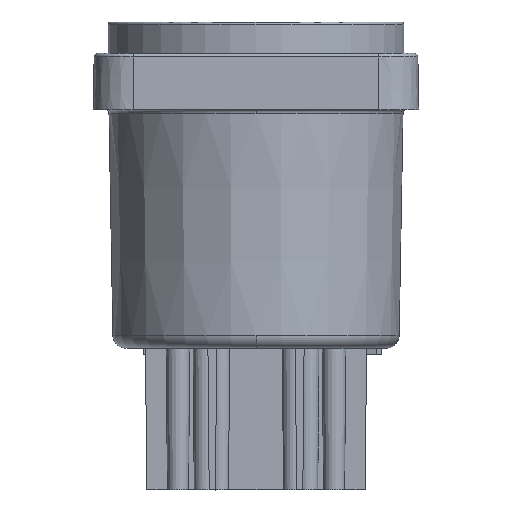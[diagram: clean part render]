
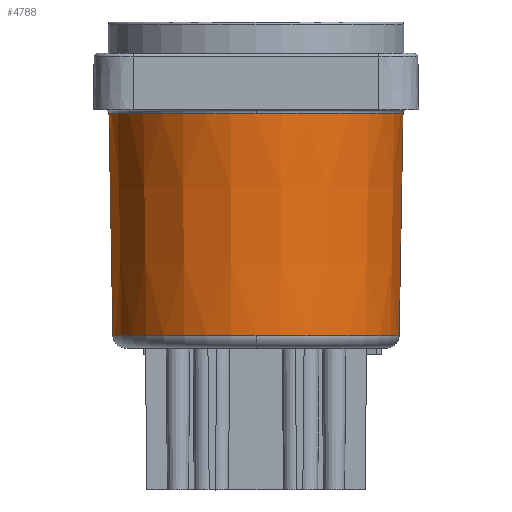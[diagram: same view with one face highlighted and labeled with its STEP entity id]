
A CAD part, front view. The second image highlights one B-rep face of the part: STEP entity #4788.
In plain terms, the highlighted conical face has half-angle 1 degrees and reference radius 11.654 mm.
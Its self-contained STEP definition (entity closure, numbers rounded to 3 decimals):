
#258 = EDGE_CURVE ( 'NONE', #9388, #1489, #6056, .T. ) ;
#280 = FACE_OUTER_BOUND ( 'NONE', #2667, .T. ) ;
#386 = DIRECTION ( 'NONE',  ( 0., -1., 0. ) ) ;
#1048 = ORIENTED_EDGE ( 'NONE', *, *, #8850, .T. ) ;
#1058 = AXIS2_PLACEMENT_3D ( 'NONE', #5090, #2787, #6827 ) ;
#1121 = DIRECTION ( 'NONE',  ( 0.017, 0., 1. ) ) ;
#1180 = DIRECTION ( 'NONE',  ( 0., 0., 1. ) ) ;
#1467 = CONICAL_SURFACE ( 'NONE', #8501, 11.654, 0.017 ) ;
#1489 = VERTEX_POINT ( 'NONE', #7329 ) ;
#1897 = DIRECTION ( 'NONE',  ( 0., 0., 1. ) ) ;
#2667 = EDGE_LOOP ( 'NONE', ( #6476, #4860, #2924, #1048, #6324, #4123 ) ) ;
#2787 = DIRECTION ( 'NONE',  ( 0., 0., 1. ) ) ;
#2924 = ORIENTED_EDGE ( 'NONE', *, *, #258, .T. ) ;
#2972 = DIRECTION ( 'NONE',  ( -0.017, 0., 1. ) ) ;
#3025 = DIRECTION ( 'NONE',  ( 0., 0., -1. ) ) ;
#3042 = EDGE_CURVE ( 'NONE', #7624, #9388, #5253, .T. ) ;
#3050 = CARTESIAN_POINT ( 'NONE',  ( 34.311, -30., -0.296 ) ) ;
#3268 = VECTOR ( 'NONE', #2972, 1000. ) ;
#3621 = CARTESIAN_POINT ( 'NONE',  ( 22.5, -30., -18.169 ) ) ;
#3653 = CIRCLE ( 'NONE', #9993, 11.811 ) ;
#3660 = AXIS2_PLACEMENT_3D ( 'NONE', #10477, #9549, #5484 ) ;
#4123 = ORIENTED_EDGE ( 'NONE', *, *, #7407, .T. ) ;
#4322 = VECTOR ( 'NONE', #1121, 1000. ) ;
#4386 = AXIS2_PLACEMENT_3D ( 'NONE', #3621, #1897, #9414 ) ;
#4414 = CARTESIAN_POINT ( 'NONE',  ( 10.689, -30., -0.296 ) ) ;
#4537 = EDGE_CURVE ( 'NONE', #8001, #8901, #3653, .T. ) ;
#4788 = ADVANCED_FACE ( 'NONE', ( #280 ), #1467, .T. ) ;
#4860 = ORIENTED_EDGE ( 'NONE', *, *, #3042, .T. ) ;
#5090 = CARTESIAN_POINT ( 'NONE',  ( 22.5, -30., -18.169 ) ) ;
#5253 = CIRCLE ( 'NONE', #4386, 11.499 ) ;
#5277 = EDGE_CURVE ( 'NONE', #7624, #9576, #6358, .T. ) ;
#5484 = DIRECTION ( 'NONE',  ( 0., -1., 0. ) ) ;
#5813 = CARTESIAN_POINT ( 'NONE',  ( 11.001, -30., -18.169 ) ) ;
#6056 = CIRCLE ( 'NONE', #1058, 11.499 ) ;
#6171 = CARTESIAN_POINT ( 'NONE',  ( 22.5, -30., -9.281 ) ) ;
#6253 = CARTESIAN_POINT ( 'NONE',  ( 10.846, -30., -9.281 ) ) ;
#6324 = ORIENTED_EDGE ( 'NONE', *, *, #4537, .T. ) ;
#6358 = LINE ( 'NONE', #6253, #3268 ) ;
#6476 = ORIENTED_EDGE ( 'NONE', *, *, #5277, .F. ) ;
#6827 = DIRECTION ( 'NONE',  ( 0., -1., 0. ) ) ;
#7072 = CARTESIAN_POINT ( 'NONE',  ( 22.5, -30., -0.296 ) ) ;
#7329 = CARTESIAN_POINT ( 'NONE',  ( 33.999, -30., -18.169 ) ) ;
#7407 = EDGE_CURVE ( 'NONE', #8901, #9576, #10754, .T. ) ;
#7624 = VERTEX_POINT ( 'NONE', #5813 ) ;
#7665 = CARTESIAN_POINT ( 'NONE',  ( 22.5, -41.499, -18.169 ) ) ;
#8001 = VERTEX_POINT ( 'NONE', #3050 ) ;
#8200 = LINE ( 'NONE', #10263, #4322 ) ;
#8501 = AXIS2_PLACEMENT_3D ( 'NONE', #6171, #1180, #8696 ) ;
#8696 = DIRECTION ( 'NONE',  ( 1., 0., 0. ) ) ;
#8850 = EDGE_CURVE ( 'NONE', #1489, #8001, #8200, .T. ) ;
#8901 = VERTEX_POINT ( 'NONE', #10186 ) ;
#9388 = VERTEX_POINT ( 'NONE', #7665 ) ;
#9414 = DIRECTION ( 'NONE',  ( 0., -1., 0. ) ) ;
#9549 = DIRECTION ( 'NONE',  ( 0., 0., -1. ) ) ;
#9576 = VERTEX_POINT ( 'NONE', #4414 ) ;
#9993 = AXIS2_PLACEMENT_3D ( 'NONE', #7072, #3025, #386 ) ;
#10186 = CARTESIAN_POINT ( 'NONE',  ( 22.5, -41.811, -0.296 ) ) ;
#10263 = CARTESIAN_POINT ( 'NONE',  ( 34.154, -30., -9.281 ) ) ;
#10477 = CARTESIAN_POINT ( 'NONE',  ( 22.5, -30., -0.296 ) ) ;
#10754 = CIRCLE ( 'NONE', #3660, 11.811 ) ;
